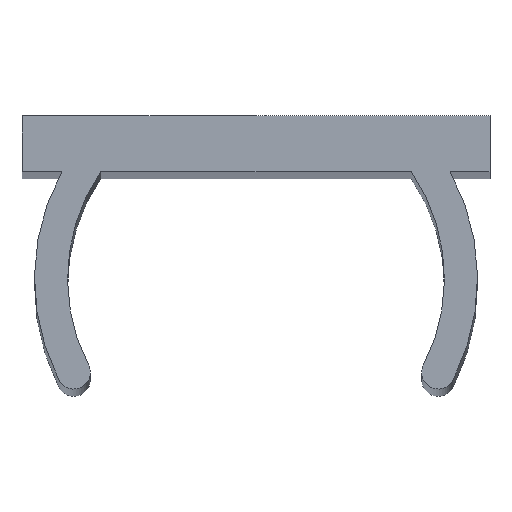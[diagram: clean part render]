
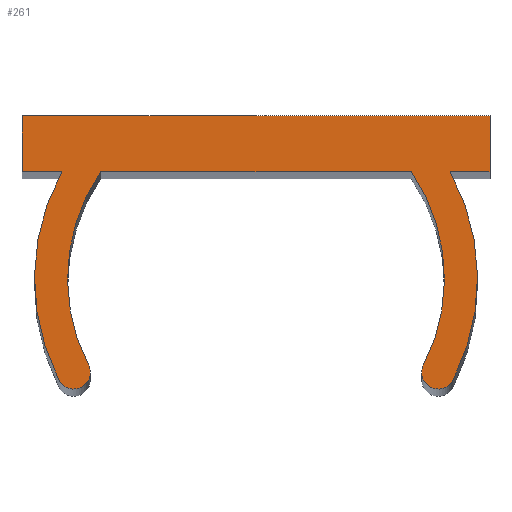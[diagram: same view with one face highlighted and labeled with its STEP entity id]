
A CAD part, top view. The second image highlights one B-rep face of the part: STEP entity #261.
In plain terms, the highlighted planar face has unit normal (0, 0, 1).
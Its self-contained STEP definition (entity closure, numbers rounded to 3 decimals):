
#21=PLANE('',#307);
#35=FACE_OUTER_BOUND('',#49,.T.);
#49=EDGE_LOOP('',(#219,#220,#221,#222,#223,#224,#225,#226,#227,#228,#229,
#230));
#54=LINE('',#405,#78);
#57=LINE('',#411,#81);
#60=LINE('',#417,#84);
#63=LINE('',#423,#87);
#66=LINE('',#429,#90);
#72=LINE('',#453,#96);
#78=VECTOR('',#328,10.);
#81=VECTOR('',#333,10.);
#84=VECTOR('',#338,10.);
#87=VECTOR('',#343,10.);
#90=VECTOR('',#348,10.);
#96=VECTOR('',#374,10.);
#99=CIRCLE('',#284,0.4);
#101=CIRCLE('',#287,5.35);
#103=CIRCLE('',#295,5.35);
#105=CIRCLE('',#298,0.4);
#107=CIRCLE('',#301,4.55);
#109=CIRCLE('',#305,4.55);
#111=VERTEX_POINT('',#389);
#112=VERTEX_POINT('',#390);
#115=VERTEX_POINT('',#398);
#117=VERTEX_POINT('',#404);
#119=VERTEX_POINT('',#410);
#121=VERTEX_POINT('',#416);
#123=VERTEX_POINT('',#422);
#125=VERTEX_POINT('',#428);
#127=VERTEX_POINT('',#434);
#129=VERTEX_POINT('',#440);
#131=VERTEX_POINT('',#446);
#133=VERTEX_POINT('',#452);
#135=EDGE_CURVE('',#111,#112,#99,.T.);
#139=EDGE_CURVE('',#112,#115,#101,.T.);
#142=EDGE_CURVE('',#115,#117,#54,.T.);
#145=EDGE_CURVE('',#117,#119,#57,.T.);
#148=EDGE_CURVE('',#119,#121,#60,.T.);
#151=EDGE_CURVE('',#121,#123,#63,.T.);
#154=EDGE_CURVE('',#123,#125,#66,.T.);
#157=EDGE_CURVE('',#125,#127,#103,.T.);
#160=EDGE_CURVE('',#127,#129,#105,.T.);
#163=EDGE_CURVE('',#129,#131,#107,.T.);
#166=EDGE_CURVE('',#131,#133,#72,.T.);
#169=EDGE_CURVE('',#133,#111,#109,.T.);
#219=ORIENTED_EDGE('',*,*,#154,.F.);
#220=ORIENTED_EDGE('',*,*,#151,.F.);
#221=ORIENTED_EDGE('',*,*,#148,.F.);
#222=ORIENTED_EDGE('',*,*,#145,.F.);
#223=ORIENTED_EDGE('',*,*,#142,.F.);
#224=ORIENTED_EDGE('',*,*,#139,.F.);
#225=ORIENTED_EDGE('',*,*,#135,.F.);
#226=ORIENTED_EDGE('',*,*,#169,.F.);
#227=ORIENTED_EDGE('',*,*,#166,.F.);
#228=ORIENTED_EDGE('',*,*,#163,.F.);
#229=ORIENTED_EDGE('',*,*,#160,.F.);
#230=ORIENTED_EDGE('',*,*,#157,.F.);
#261=ADVANCED_FACE('',(#35),#21,.T.);
#284=AXIS2_PLACEMENT_3D('',#391,#313,#314);
#287=AXIS2_PLACEMENT_3D('',#399,#321,#322);
#295=AXIS2_PLACEMENT_3D('',#435,#353,#354);
#298=AXIS2_PLACEMENT_3D('',#441,#360,#361);
#301=AXIS2_PLACEMENT_3D('',#447,#367,#368);
#305=AXIS2_PLACEMENT_3D('',#458,#379,#380);
#307=AXIS2_PLACEMENT_3D('',#460,#383,#384);
#313=DIRECTION('center_axis',(0.,0.,-1.));
#314=DIRECTION('ref_axis',(-0.889,-0.458,0.));
#321=DIRECTION('center_axis',(0.,0.,-1.));
#322=DIRECTION('ref_axis',(-0.876,0.483,0.));
#328=DIRECTION('',(-1.,0.,0.));
#333=DIRECTION('',(0.,1.,0.));
#338=DIRECTION('',(1.,0.,0.));
#343=DIRECTION('',(0.,-1.,0.));
#348=DIRECTION('',(-1.,0.,0.));
#353=DIRECTION('center_axis',(0.,0.,-1.));
#354=DIRECTION('ref_axis',(0.889,-0.458,0.));
#360=DIRECTION('center_axis',(0.,0.,-1.));
#361=DIRECTION('ref_axis',(-0.889,0.458,0.));
#367=DIRECTION('center_axis',(0.,0.,1.));
#368=DIRECTION('ref_axis',(-0.889,0.458,0.));
#374=DIRECTION('',(-1.,0.,0.));
#379=DIRECTION('center_axis',(0.,0.,1.));
#380=DIRECTION('ref_axis',(0.823,-0.568,0.));
#383=DIRECTION('center_axis',(0.,0.,1.));
#384=DIRECTION('ref_axis',(1.,0.,0.));
#389=CARTESIAN_POINT('',(-4.044,-6.017,100.));
#390=CARTESIAN_POINT('',(-4.756,-6.383,100.));
#391=CARTESIAN_POINT('Origin',(-4.4,-6.2,100.));
#398=CARTESIAN_POINT('',(-4.686,-1.35,100.));
#399=CARTESIAN_POINT('Origin',(0.,-3.932,100.));
#404=CARTESIAN_POINT('',(-5.65,-1.35,100.));
#405=CARTESIAN_POINT('',(-2.343,-1.35,100.));
#410=CARTESIAN_POINT('',(-5.65,0.,100.));
#411=CARTESIAN_POINT('',(-5.65,-2.325,100.));
#416=CARTESIAN_POINT('',(5.65,0.,100.));
#417=CARTESIAN_POINT('',(-2.825,0.,100.));
#422=CARTESIAN_POINT('',(5.65,-1.35,100.));
#423=CARTESIAN_POINT('',(5.65,-1.65,100.));
#428=CARTESIAN_POINT('',(4.686,-1.35,100.));
#429=CARTESIAN_POINT('',(2.825,-1.35,100.));
#434=CARTESIAN_POINT('',(4.756,-6.383,100.));
#435=CARTESIAN_POINT('Origin',(0.,-3.932,100.));
#440=CARTESIAN_POINT('',(4.044,-6.017,100.));
#441=CARTESIAN_POINT('Origin',(4.4,-6.2,100.));
#446=CARTESIAN_POINT('',(3.746,-1.35,100.));
#447=CARTESIAN_POINT('Origin',(0.,-3.932,100.));
#452=CARTESIAN_POINT('',(-3.746,-1.35,100.));
#453=CARTESIAN_POINT('',(1.873,-1.35,100.));
#458=CARTESIAN_POINT('Origin',(0.,-3.932,100.));
#460=CARTESIAN_POINT('Origin',(0.,-3.3,100.));
